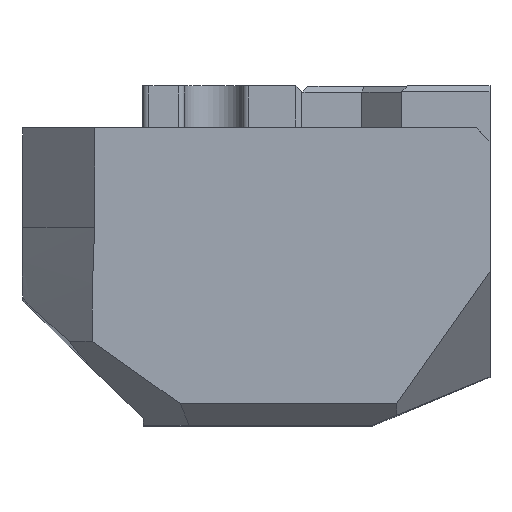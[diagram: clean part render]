
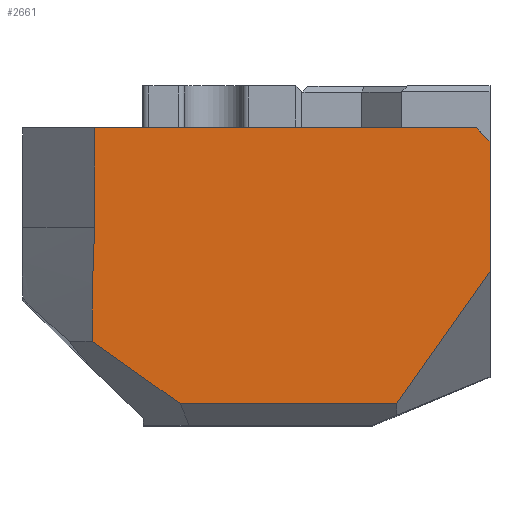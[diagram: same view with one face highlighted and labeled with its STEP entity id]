
A CAD part, top view. The second image highlights one B-rep face of the part: STEP entity #2661.
In plain terms, the highlighted planar face has unit normal (0, 0, 1).
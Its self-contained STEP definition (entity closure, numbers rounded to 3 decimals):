
#161=(
BOUNDED_CURVE()
B_SPLINE_CURVE(2,(#3842,#3843,#3844),.UNSPECIFIED.,.F.,.F.)
B_SPLINE_CURVE_WITH_KNOTS((3,3),(219.865,246.593),
 .UNSPECIFIED.)
CURVE()
GEOMETRIC_REPRESENTATION_ITEM()
RATIONAL_B_SPLINE_CURVE((22.807,22.781,22.427))
REPRESENTATION_ITEM('')
);
#169=B_SPLINE_CURVE_WITH_KNOTS('',3,(#3835,#3836,#3837,#3838,#3839,#3840),
 .UNSPECIFIED.,.F.,.F.,(4,2,4),(0.01,0.505,1.01),
 .UNSPECIFIED.);
#185=FACE_OUTER_BOUND('',#333,.T.);
#333=EDGE_LOOP('',(#1754,#1755,#1756,#1757,#1758,#1759,#1760,#1761));
#492=LINE('',#3825,#788);
#494=LINE('',#3829,#790);
#495=LINE('',#3831,#791);
#496=LINE('',#3833,#792);
#497=LINE('',#3846,#793);
#498=LINE('',#3847,#794);
#788=VECTOR('',#3061,10.);
#790=VECTOR('',#3065,10.);
#791=VECTOR('',#3066,10.);
#792=VECTOR('',#3067,10.);
#793=VECTOR('',#3068,10.);
#794=VECTOR('',#3069,10.);
#1084=VERTEX_POINT('',#3822);
#1085=VERTEX_POINT('',#3824);
#1086=VERTEX_POINT('',#3828);
#1087=VERTEX_POINT('',#3830);
#1088=VERTEX_POINT('',#3832);
#1089=VERTEX_POINT('',#3834);
#1090=VERTEX_POINT('',#3841);
#1091=VERTEX_POINT('',#3845);
#1347=EDGE_CURVE('',#1085,#1084,#492,.T.);
#1349=EDGE_CURVE('',#1084,#1086,#494,.T.);
#1350=EDGE_CURVE('',#1087,#1086,#495,.T.);
#1351=EDGE_CURVE('',#1088,#1087,#496,.F.);
#1352=EDGE_CURVE('',#1089,#1088,#169,.T.);
#1353=EDGE_CURVE('',#1090,#1089,#161,.F.);
#1354=EDGE_CURVE('',#1090,#1091,#497,.T.);
#1355=EDGE_CURVE('',#1091,#1085,#498,.F.);
#1754=ORIENTED_EDGE('',*,*,#1347,.T.);
#1755=ORIENTED_EDGE('',*,*,#1349,.T.);
#1756=ORIENTED_EDGE('',*,*,#1350,.F.);
#1757=ORIENTED_EDGE('',*,*,#1351,.F.);
#1758=ORIENTED_EDGE('',*,*,#1352,.F.);
#1759=ORIENTED_EDGE('',*,*,#1353,.F.);
#1760=ORIENTED_EDGE('',*,*,#1354,.T.);
#1761=ORIENTED_EDGE('',*,*,#1355,.T.);
#2561=PLANE('',#2824);
#2661=ADVANCED_FACE('',(#185),#2561,.T.);
#2824=AXIS2_PLACEMENT_3D('',#3827,#3063,#3064);
#3061=DIRECTION('',(0.577,0.816,0.));
#3063=DIRECTION('center_axis',(0.,0.,
1.));
#3064=DIRECTION('ref_axis',(1.,0.,0.));
#3065=DIRECTION('',(0.,1.,0.));
#3066=DIRECTION('',(0.707,-0.707,0.));
#3067=DIRECTION('',(-1.,0.,0.));
#3068=DIRECTION('',(0.816,-0.577,0.));
#3069=DIRECTION('',(-1.,0.,0.));
#3822=CARTESIAN_POINT('',(129.286,143.195,7.4));
#3824=CARTESIAN_POINT('',(119.882,129.895,7.4));
#3825=CARTESIAN_POINT('',(123.386,134.852,7.4));
#3827=CARTESIAN_POINT('Origin',(106.066,143.23,7.4));
#3828=CARTESIAN_POINT('',(129.286,156.253,7.4));
#3829=CARTESIAN_POINT('',(129.286,144.443,7.4));
#3830=CARTESIAN_POINT('',(127.886,157.653,7.4));
#3831=CARTESIAN_POINT('',(126.136,159.402,7.4));
#3832=CARTESIAN_POINT('',(89.496,157.653,7.4));
#3833=CARTESIAN_POINT('',(113.321,157.653,7.4));
#3834=CARTESIAN_POINT('',(89.496,147.653,7.4));
#3835=CARTESIAN_POINT('Ctrl Pts',(89.496,147.653,7.4));
#3836=CARTESIAN_POINT('Ctrl Pts',(89.496,149.303,7.4));
#3837=CARTESIAN_POINT('Ctrl Pts',(89.496,150.953,7.4));
#3838=CARTESIAN_POINT('Ctrl Pts',(89.496,154.286,7.4));
#3839=CARTESIAN_POINT('Ctrl Pts',(89.496,155.969,7.4));
#3840=CARTESIAN_POINT('Ctrl Pts',(89.496,157.653,7.4));
#3841=CARTESIAN_POINT('',(89.26,136.152,7.4));
#3842=CARTESIAN_POINT('Ctrl Pts',(89.496,147.653,7.4));
#3843=CARTESIAN_POINT('Ctrl Pts',(89.187,142.01,7.4));
#3844=CARTESIAN_POINT('Ctrl Pts',(89.26,136.152,7.4));
#3845=CARTESIAN_POINT('',(98.108,129.895,7.4));
#3846=CARTESIAN_POINT('',(97.26,130.495,7.4));
#3847=CARTESIAN_POINT('',(106.49,129.895,7.4));
